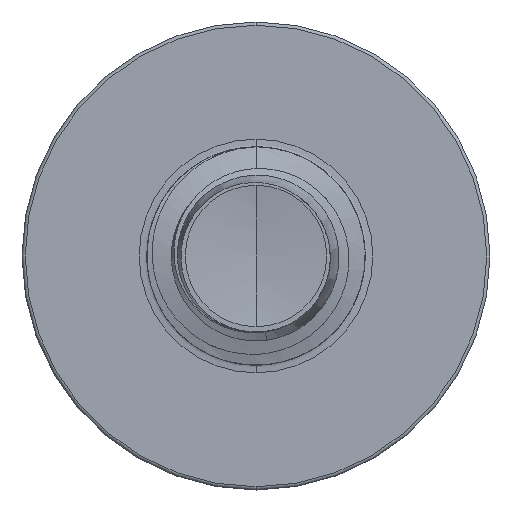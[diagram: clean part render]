
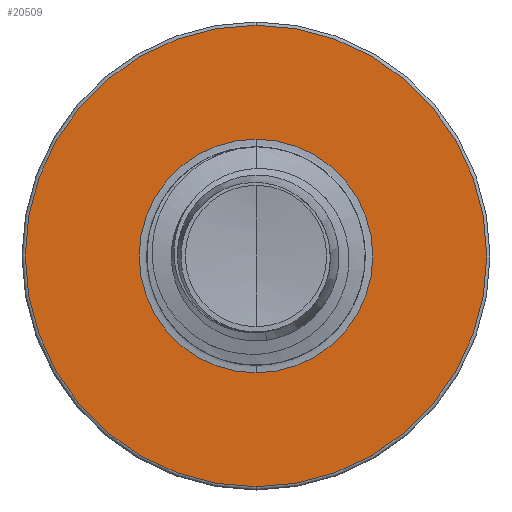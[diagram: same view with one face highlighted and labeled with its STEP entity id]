
A CAD part, front view. The second image highlights one B-rep face of the part: STEP entity #20509.
In plain terms, the highlighted planar face has unit normal (0, -1, 0).
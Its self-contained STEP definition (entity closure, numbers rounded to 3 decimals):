
#1020 = VERTEX_POINT ( 'NONE', #17273 ) ;
#1619 = ORIENTED_EDGE ( 'NONE', *, *, #9585, .F. ) ;
#1773 = DIRECTION ( 'NONE',  ( 0., 0., 1. ) ) ;
#2569 = CARTESIAN_POINT ( 'NONE',  ( 0., 9., 0. ) ) ;
#3578 = FACE_OUTER_BOUND ( 'NONE', #18716, .T. ) ;
#3768 = PLANE ( 'NONE',  #10386 ) ;
#4353 = CIRCLE ( 'NONE', #9316, 3.698 ) ;
#4777 = DIRECTION ( 'NONE',  ( 0., 0., 1. ) ) ;
#5045 = CARTESIAN_POINT ( 'NONE',  ( 0., 9., 1.872 ) ) ;
#7041 = CIRCLE ( 'NONE', #21111, 1.872 ) ;
#7650 = CIRCLE ( 'NONE', #11165, 1.872 ) ;
#7659 = DIRECTION ( 'NONE',  ( 0., 1., 0. ) ) ;
#8036 = CARTESIAN_POINT ( 'NONE',  ( 0., 9., -1.872 ) ) ;
#8387 = CARTESIAN_POINT ( 'NONE',  ( 0., 9., 0. ) ) ;
#9316 = AXIS2_PLACEMENT_3D ( 'NONE', #23550, #13884, #1773 ) ;
#9397 = EDGE_CURVE ( 'NONE', #1020, #23502, #9880, .T. ) ;
#9585 = EDGE_CURVE ( 'NONE', #23502, #1020, #4353, .T. ) ;
#9880 = CIRCLE ( 'NONE', #21234, 3.698 ) ;
#10386 = AXIS2_PLACEMENT_3D ( 'NONE', #8036, #23446, #13768 ) ;
#10398 = DIRECTION ( 'NONE',  ( 0., 0., 1. ) ) ;
#11165 = AXIS2_PLACEMENT_3D ( 'NONE', #8387, #20586, #10398 ) ;
#11930 = EDGE_CURVE ( 'NONE', #23103, #19703, #7041, .T. ) ;
#12541 = ORIENTED_EDGE ( 'NONE', *, *, #9397, .F. ) ;
#13768 = DIRECTION ( 'NONE',  ( 0., 0., 1. ) ) ;
#13884 = DIRECTION ( 'NONE',  ( 0., 1., 0. ) ) ;
#14854 = EDGE_CURVE ( 'NONE', #19703, #23103, #7650, .T. ) ;
#16095 = CARTESIAN_POINT ( 'NONE',  ( 0., 9., 3.698 ) ) ;
#16180 = DIRECTION ( 'NONE',  ( 0., 1., 0. ) ) ;
#17110 = ORIENTED_EDGE ( 'NONE', *, *, #11930, .T. ) ;
#17273 = CARTESIAN_POINT ( 'NONE',  ( 0., 9., -3.697 ) ) ;
#18441 = CARTESIAN_POINT ( 'NONE',  ( 0., 9., 0. ) ) ;
#18716 = EDGE_LOOP ( 'NONE', ( #1619, #12541 ) ) ;
#19703 = VERTEX_POINT ( 'NONE', #20657 ) ;
#20040 = DIRECTION ( 'NONE',  ( 0., 0., 1. ) ) ;
#20509 = ADVANCED_FACE ( 'NONE', ( #3578, #22218 ), #3768, .F. ) ;
#20586 = DIRECTION ( 'NONE',  ( 0., 1., 0. ) ) ;
#20657 = CARTESIAN_POINT ( 'NONE',  ( 0., 9., -1.872 ) ) ;
#21111 = AXIS2_PLACEMENT_3D ( 'NONE', #2569, #16180, #4777 ) ;
#21234 = AXIS2_PLACEMENT_3D ( 'NONE', #18441, #7659, #20040 ) ;
#21371 = ORIENTED_EDGE ( 'NONE', *, *, #14854, .T. ) ;
#22218 = FACE_BOUND ( 'NONE', #23673, .T. ) ;
#23103 = VERTEX_POINT ( 'NONE', #5045 ) ;
#23446 = DIRECTION ( 'NONE',  ( 0., 1., 0. ) ) ;
#23502 = VERTEX_POINT ( 'NONE', #16095 ) ;
#23550 = CARTESIAN_POINT ( 'NONE',  ( 0., 9., 0. ) ) ;
#23673 = EDGE_LOOP ( 'NONE', ( #17110, #21371 ) ) ;
